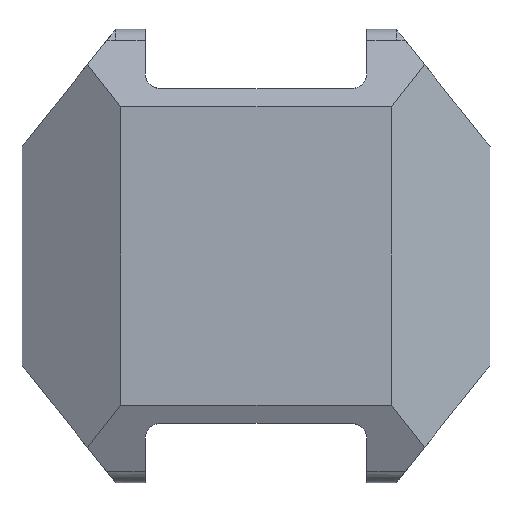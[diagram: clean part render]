
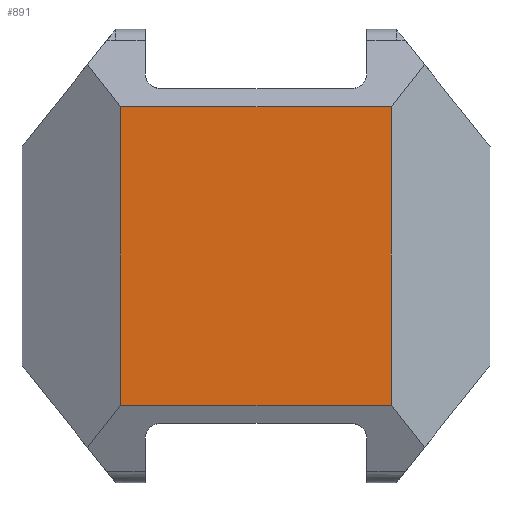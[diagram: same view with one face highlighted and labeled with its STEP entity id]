
A CAD part, front view. The second image highlights one B-rep face of the part: STEP entity #891.
In plain terms, the highlighted planar face has unit normal (0, -1, 0).
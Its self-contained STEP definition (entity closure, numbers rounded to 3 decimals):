
#76=FACE_OUTER_BOUND('',#127,.T.);
#127=EDGE_LOOP('',(#600,#601,#602,#603));
#183=LINE('',#1308,#279);
#188=LINE('',#1318,#284);
#189=LINE('',#1320,#285);
#190=LINE('',#1321,#286);
#279=VECTOR('',#1035,10.);
#284=VECTOR('',#1042,10.);
#285=VECTOR('',#1043,10.);
#286=VECTOR('',#1044,10.);
#375=VERTEX_POINT('',#1305);
#376=VERTEX_POINT('',#1307);
#380=VERTEX_POINT('',#1317);
#381=VERTEX_POINT('',#1319);
#463=EDGE_CURVE('',#375,#376,#183,.T.);
#468=EDGE_CURVE('',#375,#380,#188,.T.);
#469=EDGE_CURVE('',#381,#380,#189,.T.);
#470=EDGE_CURVE('',#381,#376,#190,.T.);
#600=ORIENTED_EDGE('',*,*,#463,.F.);
#601=ORIENTED_EDGE('',*,*,#468,.T.);
#602=ORIENTED_EDGE('',*,*,#469,.F.);
#603=ORIENTED_EDGE('',*,*,#470,.T.);
#859=PLANE('',#944);
#891=ADVANCED_FACE('',(#76),#859,.T.);
#944=AXIS2_PLACEMENT_3D('',#1316,#1040,#1041);
#1035=DIRECTION('',(0.,0.,-1.));
#1040=DIRECTION('center_axis',(0.,-1.,0.));
#1041=DIRECTION('ref_axis',(0.,0.,-1.));
#1042=DIRECTION('',(-1.,0.,0.));
#1043=DIRECTION('',(0.,0.,1.));
#1044=DIRECTION('',(1.,0.,0.));
#1305=CARTESIAN_POINT('',(13.75,-1.,15.13));
#1307=CARTESIAN_POINT('',(13.75,-1.,-15.13));
#1308=CARTESIAN_POINT('',(13.75,-1.,5.55));
#1316=CARTESIAN_POINT('Origin',(0.,-1.,0.));
#1317=CARTESIAN_POINT('',(-13.75,-1.,15.13));
#1318=CARTESIAN_POINT('',(16.2,-1.,15.13));
#1319=CARTESIAN_POINT('',(-13.75,-1.,-15.13));
#1320=CARTESIAN_POINT('',(-13.75,-1.,-5.55));
#1321=CARTESIAN_POINT('',(7.125,-1.,-15.13));
